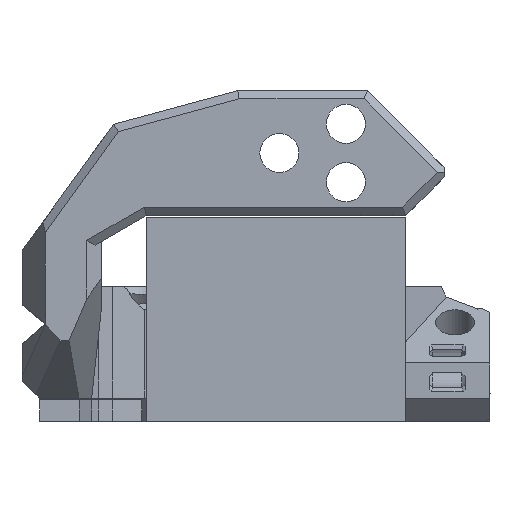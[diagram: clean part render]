
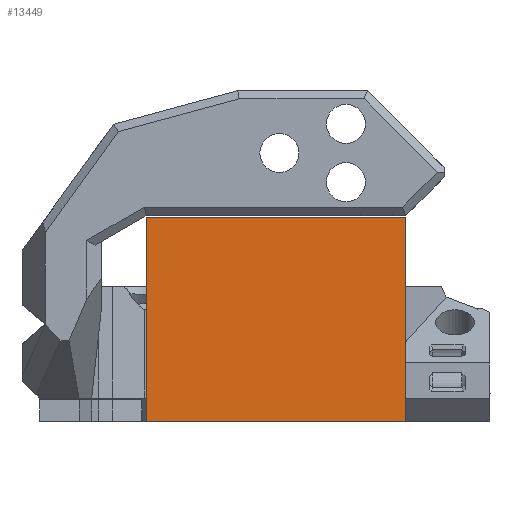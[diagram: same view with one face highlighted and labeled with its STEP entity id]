
A CAD part, front view. The second image highlights one B-rep face of the part: STEP entity #13449.
In plain terms, the highlighted planar face has unit normal (0, -1, 0).
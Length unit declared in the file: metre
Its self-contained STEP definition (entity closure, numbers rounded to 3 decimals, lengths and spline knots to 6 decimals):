
#3089=ORIENTED_EDGE('',*,*,#5805,.T.);
#3090=ORIENTED_EDGE('',*,*,#5806,.F.);
#3091=ORIENTED_EDGE('',*,*,#5807,.F.);
#3092=ORIENTED_EDGE('',*,*,#5808,.T.);
#5805=EDGE_CURVE('',#7364,#7365,#8927,.T.);
#5806=EDGE_CURVE('',#7366,#7365,#8928,.T.);
#5807=EDGE_CURVE('',#7367,#7366,#8929,.T.);
#5808=EDGE_CURVE('',#7367,#7364,#8930,.T.);
#7364=VERTEX_POINT('',#21610);
#7365=VERTEX_POINT('',#21611);
#7366=VERTEX_POINT('',#21613);
#7367=VERTEX_POINT('',#21615);
#8927=LINE('',#21609,#10719);
#8928=LINE('',#21612,#10720);
#8929=LINE('',#21614,#10721);
#8930=LINE('',#21616,#10722);
#10719=VECTOR('',#16818,1.);
#10720=VECTOR('',#16819,1.);
#10721=VECTOR('',#16820,1.);
#10722=VECTOR('',#16821,1.);
#11529=EDGE_LOOP('',(#3089,#3090,#3091,#3092));
#12266=FACE_BOUND('',#11529,.T.);
#12862=PLANE('',#14175);
#13449=ADVANCED_FACE('',(#12266),#12862,.F.);
#14175=AXIS2_PLACEMENT_3D('',#21608,#16816,#16817);
#16816=DIRECTION('',(0.,1.,0.));
#16817=DIRECTION('',(0.,0.,1.));
#16818=DIRECTION('',(-1.,0.,0.));
#16819=DIRECTION('',(0.,0.,1.));
#16820=DIRECTION('',(-1.,0.,0.));
#16821=DIRECTION('',(0.,0.,1.));
#21608=CARTESIAN_POINT('',(-0.005589,-0.038886,0.055462));
#21609=CARTESIAN_POINT('',(-0.005589,-0.038886,0.080029));
#21610=CARTESIAN_POINT('',(0.012792,-0.038886,0.080029));
#21611=CARTESIAN_POINT('',(-0.018384,-0.038886,0.080029));
#21612=CARTESIAN_POINT('',(-0.018384,-0.038886,0.055462));
#21613=CARTESIAN_POINT('',(-0.018384,-0.038886,0.055464));
#21614=CARTESIAN_POINT('',(-0.005589,-0.038886,0.055464));
#21615=CARTESIAN_POINT('',(0.012792,-0.038886,0.055464));
#21616=CARTESIAN_POINT('',(0.012792,-0.038886,0.055462));
